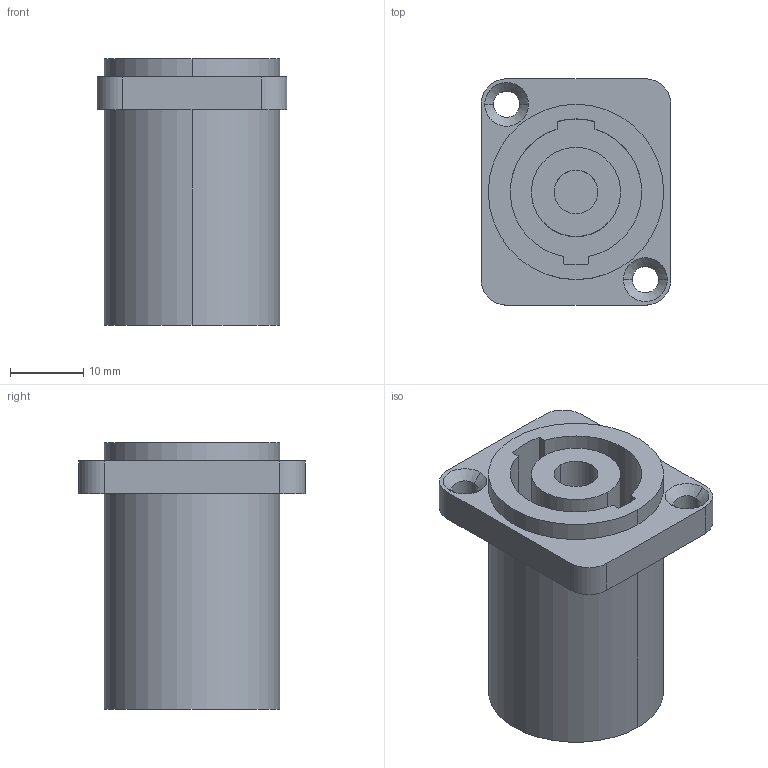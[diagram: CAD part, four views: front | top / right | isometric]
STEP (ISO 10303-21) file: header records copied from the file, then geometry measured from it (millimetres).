
FILE_DESCRIPTION((''),'2;1');
FILE_NAME('D-NL4MP-ST','2012-03-26T',('odo'),(''),'PRO/ENGINEER BY PARAMETRIC TECHNOLOGY CORPORATION, 2011310','PRO/ENGINEER BY PARAMETRIC TECHNOLOGY CORPORATION, 2011310','');
FILE_SCHEMA(('AUTOMOTIVE_DESIGN_CC2 { 1 2 10303 214 -1 1 5 2 }'));
Length unit declared in the file: millimetre
Products named in the file (1): D-NL4MP-ST
Bounding box: 26 x 31 x 36.5 mm (x, y, z)
Volume: 14154.5 mm3; surface area: 7196.5 mm2
Topology: 1 solids, 1 shells, 51 faces, 116 edges, 76 vertices
Faces by surface type: cylinder 28, plane 19, cone 4
Entity records: 1689 total; most frequent: DIRECTION 278, CARTESIAN_POINT 243, ORIENTED_EDGE 232, COLOUR_RGB 209, EDGE_CURVE 116, AXIS2_PLACEMENT_3D 111, VERTEX_POINT 76, EDGE_LOOP 64
